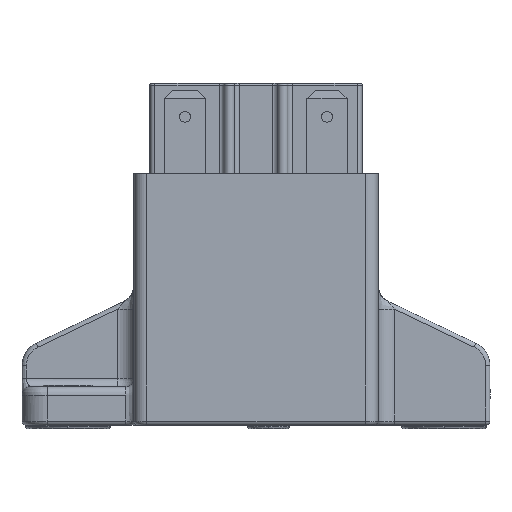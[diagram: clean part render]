
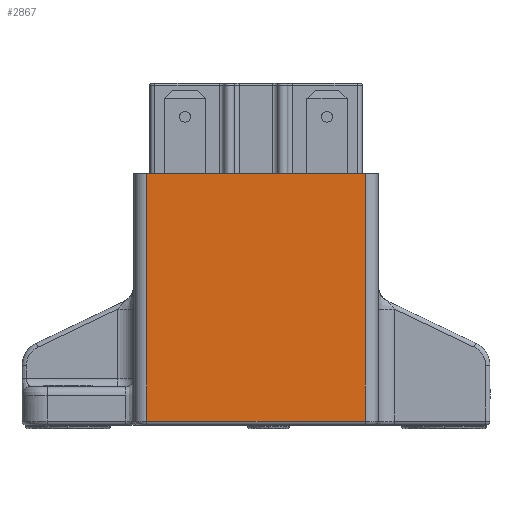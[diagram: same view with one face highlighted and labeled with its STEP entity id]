
A CAD part, front view. The second image highlights one B-rep face of the part: STEP entity #2867.
In plain terms, the highlighted planar face has unit normal (0, -1, 0).
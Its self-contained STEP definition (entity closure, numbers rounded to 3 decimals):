
#294 = CARTESIAN_POINT ( 'NONE',  ( -16.489, -7.821, -8.343 ) ) ;
#361 = VERTEX_POINT ( 'NONE', #14154 ) ;
#509 = VECTOR ( 'NONE', #2852, 1000. ) ;
#513 = CARTESIAN_POINT ( 'NONE',  ( -3.389, -7.821, 6.207 ) ) ;
#687 = ORIENTED_EDGE ( 'NONE', *, *, #21979, .T. ) ;
#1176 = AXIS2_PLACEMENT_3D ( 'NONE', #513, #6352, #4217 ) ;
#1279 = ORIENTED_EDGE ( 'NONE', *, *, #12998, .F. ) ;
#1671 = LINE ( 'NONE', #20984, #16925 ) ;
#2038 = VERTEX_POINT ( 'NONE', #24451 ) ;
#2214 = LINE ( 'NONE', #22087, #12422 ) ;
#2852 = DIRECTION ( 'NONE',  ( 1., 0., 0. ) ) ;
#2867 = ADVANCED_FACE ( 'NONE', ( #19980 ), #15572, .F. ) ;
#3045 = VERTEX_POINT ( 'NONE', #22956 ) ;
#3354 = ORIENTED_EDGE ( 'NONE', *, *, #14383, .T. ) ;
#3674 = CARTESIAN_POINT ( 'NONE',  ( 9.711, -7.821, 6.207 ) ) ;
#4217 = DIRECTION ( 'NONE',  ( 1., 0., 0. ) ) ;
#4978 = LINE ( 'NONE', #22317, #509 ) ;
#5047 = EDGE_CURVE ( 'NONE', #12693, #3045, #2214, .T. ) ;
#6131 = VECTOR ( 'NONE', #23019, 1000. ) ;
#6352 = DIRECTION ( 'NONE',  ( 0., 1., 0. ) ) ;
#12319 = DIRECTION ( 'NONE',  ( 0., 0., -1. ) ) ;
#12422 = VECTOR ( 'NONE', #19959, 1000. ) ;
#12693 = VERTEX_POINT ( 'NONE', #294 ) ;
#12998 = EDGE_CURVE ( 'NONE', #2038, #361, #4978, .T. ) ;
#14154 = CARTESIAN_POINT ( 'NONE',  ( 9.711, -7.821, 21.257 ) ) ;
#14352 = LINE ( 'NONE', #3674, #6131 ) ;
#14383 = EDGE_CURVE ( 'NONE', #2038, #12693, #1671, .T. ) ;
#15572 = PLANE ( 'NONE',  #1176 ) ;
#16925 = VECTOR ( 'NONE', #12319, 1000. ) ;
#19959 = DIRECTION ( 'NONE',  ( 1., 0., 0. ) ) ;
#19980 = FACE_OUTER_BOUND ( 'NONE', #24113, .T. ) ;
#20984 = CARTESIAN_POINT ( 'NONE',  ( -16.489, -7.821, 6.207 ) ) ;
#21767 = ORIENTED_EDGE ( 'NONE', *, *, #5047, .T. ) ;
#21979 = EDGE_CURVE ( 'NONE', #3045, #361, #14352, .T. ) ;
#22087 = CARTESIAN_POINT ( 'NONE',  ( -3.389, -7.821, -8.343 ) ) ;
#22317 = CARTESIAN_POINT ( 'NONE',  ( 11.211, -7.821, 21.257 ) ) ;
#22956 = CARTESIAN_POINT ( 'NONE',  ( 9.711, -7.821, -8.343 ) ) ;
#23019 = DIRECTION ( 'NONE',  ( 0., 0., 1. ) ) ;
#24113 = EDGE_LOOP ( 'NONE', ( #3354, #21767, #687, #1279 ) ) ;
#24451 = CARTESIAN_POINT ( 'NONE',  ( -16.489, -7.821, 21.257 ) ) ;
